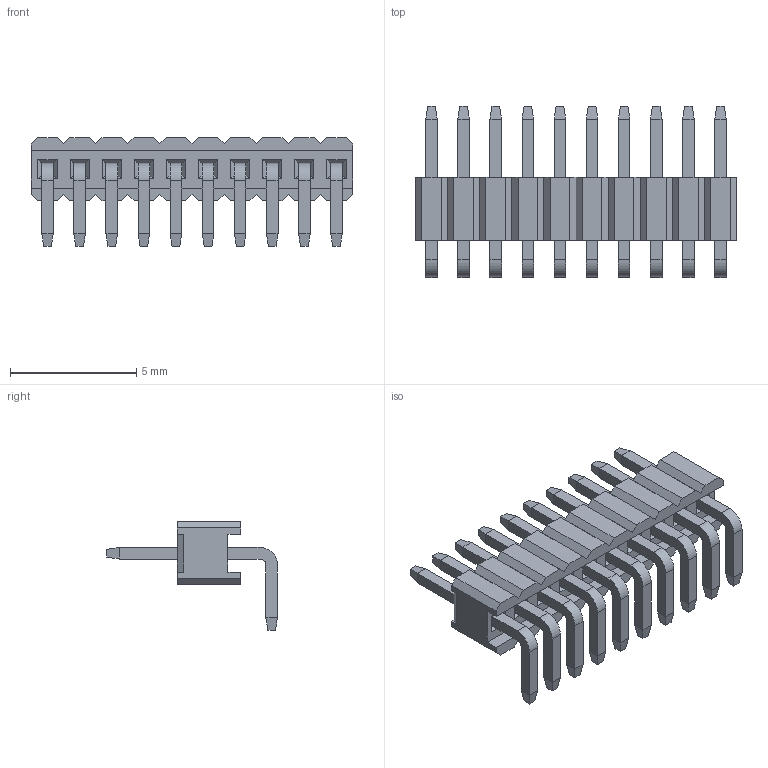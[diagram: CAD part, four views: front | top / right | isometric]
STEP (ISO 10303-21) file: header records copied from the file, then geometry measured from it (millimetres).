
FILE_DESCRIPTION( ('This file contains a STEP AP42 implementation' ,'as created by ZW3D STEP Interface translator.') ,'2;1' );
FILE_NAME( '1325-1110XXR094XXXX(側醱俔).stp' ,'23 317.14 221', (''), ('ZWCAD Software Co.'), 'Version 1.0', 'ZW3D to STEP translator', '' );
FILE_SCHEMA(('AUTOMOTIVE_DESIGN { 1 0 10303 214 1 1 1 1 }'));
Length unit declared in the file: millimetre
Products named in the file (3): 0; 1325-1110XXR094XXXX(側醱俔); 1325-11XXXXRXXXXX_ASM_1_ASM_1
Assembly tree (1 placements, depth 2):
  0
  1325-1110XXR094XXXX(側醱俔)
    1325-11XXXXRXXXXX_ASM_1_ASM_1
Bounding box: 12.7 x 6.76 x 4.3 mm (x, y, z)
Volume: 80.9 mm3; surface area: 363.3 mm2
Topology: 11 solids, 11 shells, 370 faces, 897 edges, 558 vertices
Faces by surface type: plane 350, cylinder 20
Entity records: 10916 total; most frequent: CARTESIAN_POINT 1829, ORIENTED_EDGE 1794, DIRECTION 1685, EDGE_CURVE 897, VECTOR 857, LINE 857, VERTEX_POINT 558, AXIS2_PLACEMENT_3D 414
